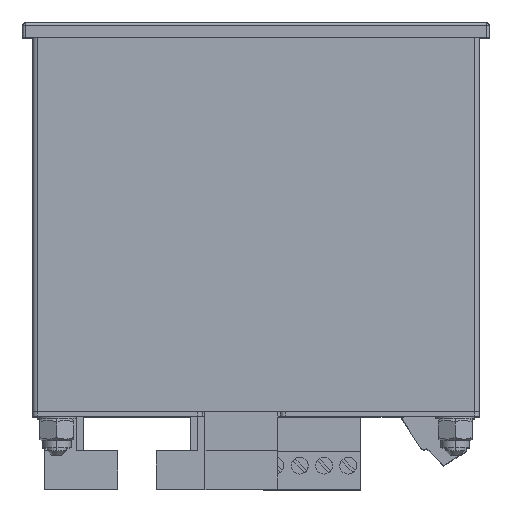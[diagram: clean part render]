
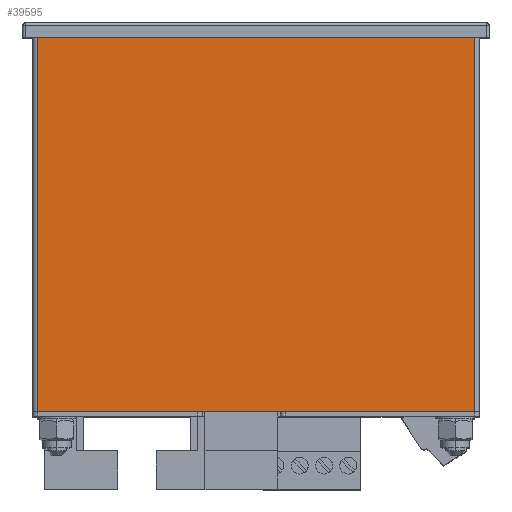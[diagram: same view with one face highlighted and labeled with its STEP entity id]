
A CAD part, top view. The second image highlights one B-rep face of the part: STEP entity #39595.
In plain terms, the highlighted planar face has unit normal (0, 0, 1).
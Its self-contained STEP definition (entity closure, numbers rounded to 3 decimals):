
#39478=CARTESIAN_POINT('',(45.,0.,46.));
#39479=VERTEX_POINT('',#39478);
#39480=CARTESIAN_POINT('',(-45.,0.,46.));
#39481=VERTEX_POINT('',#39480);
#39482=CARTESIAN_POINT('',(45.,0.,46.));
#39483=DIRECTION('',(-1.,0.,0.));
#39484=VECTOR('',#39483,90.);
#39485=LINE('',#39482,#39484);
#39486=EDGE_CURVE('',#39479,#39481,#39485,.T.);
#39565=CARTESIAN_POINT('',(46.,-77.,46.));
#39566=DIRECTION('',(0.,0.,-1.));
#39567=DIRECTION('',(-1.,0.,0.));
#39568=AXIS2_PLACEMENT_3D('',#39565,#39566,#39567);
#39569=PLANE('',#39568);
#39570=CARTESIAN_POINT('',(45.,-77.,46.));
#39571=VERTEX_POINT('',#39570);
#39572=CARTESIAN_POINT('',(-45.,-77.,46.));
#39573=VERTEX_POINT('',#39572);
#39574=CARTESIAN_POINT('',(45.,-77.,46.));
#39575=DIRECTION('',(-1.,0.,0.));
#39576=VECTOR('',#39575,90.);
#39577=LINE('',#39574,#39576);
#39578=EDGE_CURVE('',#39571,#39573,#39577,.T.);
#39579=ORIENTED_EDGE('',*,*,#39578,.F.);
#39580=CARTESIAN_POINT('',(45.,-77.,46.));
#39581=DIRECTION('',(0.,1.,0.));
#39582=VECTOR('',#39581,77.);
#39583=LINE('',#39580,#39582);
#39584=EDGE_CURVE('',#39571,#39479,#39583,.T.);
#39585=ORIENTED_EDGE('',*,*,#39584,.T.);
#39586=ORIENTED_EDGE('',*,*,#39486,.T.);
#39587=CARTESIAN_POINT('',(-45.,0.,46.));
#39588=DIRECTION('',(-0.,-1.,-0.));
#39589=VECTOR('',#39588,77.);
#39590=LINE('',#39587,#39589);
#39591=EDGE_CURVE('',#39481,#39573,#39590,.T.);
#39592=ORIENTED_EDGE('',*,*,#39591,.T.);
#39593=EDGE_LOOP('',(#39579,#39585,#39586,#39592));
#39594=FACE_BOUND('',#39593,.T.);
#39595=ADVANCED_FACE('',(#39594),#39569,.F.);
